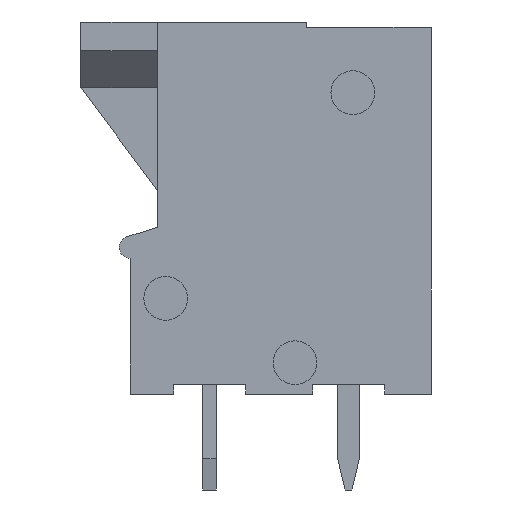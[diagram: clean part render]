
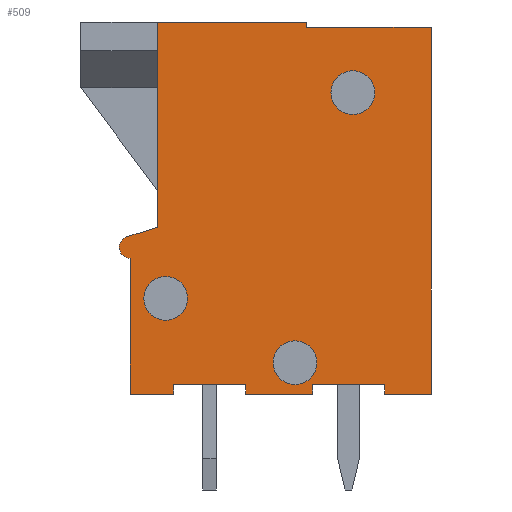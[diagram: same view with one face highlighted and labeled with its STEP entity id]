
A CAD part, left-side view. The second image highlights one B-rep face of the part: STEP entity #509.
In plain terms, the highlighted planar face has unit normal (-1, 0, 0).
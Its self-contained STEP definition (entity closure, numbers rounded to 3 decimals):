
#509 = ADVANCED_FACE( '', ( #1121, #1122, #1123, #1124 ), #1125, .F. );
#1121 = FACE_BOUND( '', #1919, .T. );
#1122 = FACE_OUTER_BOUND( '', #1920, .T. );
#1123 = FACE_BOUND( '', #1921, .T. );
#1124 = FACE_BOUND( '', #1922, .T. );
#1125 = PLANE( '', #1923 );
#1919 = EDGE_LOOP( '', ( #2881 ) );
#1920 = EDGE_LOOP( '', ( #2882, #2883, #2884, #2885, #2886, #2887, #2888, #2889, #2890, #2891, #2892, #2893, #2894, #2895, #2896, #2897, #2898 ) );
#1921 = EDGE_LOOP( '', ( #2899 ) );
#1922 = EDGE_LOOP( '', ( #2900 ) );
#1923 = AXIS2_PLACEMENT_3D( '', #2901, #2902, #2903 );
#2881 = ORIENTED_EDGE( '', *, *, #5109, .T. );
#2882 = ORIENTED_EDGE( '', *, *, #4925, .F. );
#2883 = ORIENTED_EDGE( '', *, *, #5110, .T. );
#2884 = ORIENTED_EDGE( '', *, *, #5111, .F. );
#2885 = ORIENTED_EDGE( '', *, *, #5112, .F. );
#2886 = ORIENTED_EDGE( '', *, *, #5082, .F. );
#2887 = ORIENTED_EDGE( '', *, *, #5113, .T. );
#2888 = ORIENTED_EDGE( '', *, *, #5050, .F. );
#2889 = ORIENTED_EDGE( '', *, *, #5114, .F. );
#2890 = ORIENTED_EDGE( '', *, *, #5026, .F. );
#2891 = ORIENTED_EDGE( '', *, *, #5115, .F. );
#2892 = ORIENTED_EDGE( '', *, *, #5116, .F. );
#2893 = ORIENTED_EDGE( '', *, *, #5117, .F. );
#2894 = ORIENTED_EDGE( '', *, *, #5118, .F. );
#2895 = ORIENTED_EDGE( '', *, *, #5119, .F. );
#2896 = ORIENTED_EDGE( '', *, *, #5120, .F. );
#2897 = ORIENTED_EDGE( '', *, *, #5121, .F. );
#2898 = ORIENTED_EDGE( '', *, *, #5122, .F. );
#2899 = ORIENTED_EDGE( '', *, *, #5123, .T. );
#2900 = ORIENTED_EDGE( '', *, *, #5124, .T. );
#2901 = CARTESIAN_POINT( '', ( -1.27, 5.5, -1.332 ) );
#2902 = DIRECTION( '', ( 1., 0., 0. ) );
#2903 = DIRECTION( '', ( 0., 0., -1. ) );
#4925 = EDGE_CURVE( '', #5837, #5839, #5840, .T. );
#5026 = EDGE_CURVE( '', #6023, #6024, #6025, .T. );
#5050 = EDGE_CURVE( '', #6065, #6066, #6067, .T. );
#5082 = EDGE_CURVE( '', #6122, #6124, #6125, .T. );
#5109 = EDGE_CURVE( '', #6172, #6172, #6173, .T. );
#5110 = EDGE_CURVE( '', #5837, #6174, #6175, .T. );
#5111 = EDGE_CURVE( '', #6176, #6174, #6177, .T. );
#5112 = EDGE_CURVE( '', #6124, #6176, #6178, .T. );
#5113 = EDGE_CURVE( '', #6122, #6066, #6179, .T. );
#5114 = EDGE_CURVE( '', #6024, #6065, #6180, .T. );
#5115 = EDGE_CURVE( '', #6181, #6023, #6182, .T. );
#5116 = EDGE_CURVE( '', #6183, #6181, #6184, .T. );
#5117 = EDGE_CURVE( '', #6185, #6183, #6186, .T. );
#5118 = EDGE_CURVE( '', #6187, #6185, #6188, .T. );
#5119 = EDGE_CURVE( '', #6189, #6187, #6190, .T. );
#5120 = EDGE_CURVE( '', #6191, #6189, #6192, .T. );
#5121 = EDGE_CURVE( '', #6193, #6191, #6194, .T. );
#5122 = EDGE_CURVE( '', #5839, #6193, #6195, .T. );
#5123 = EDGE_CURVE( '', #6196, #6196, #6197, .T. );
#5124 = EDGE_CURVE( '', #6198, #6198, #6199, .T. );
#5837 = VERTEX_POINT( '', #7197 );
#5839 = VERTEX_POINT( '', #7200 );
#5840 = LINE( '', #7201, #7202 );
#6023 = VERTEX_POINT( '', #7461 );
#6024 = VERTEX_POINT( '', #7462 );
#6025 = LINE( '', #7463, #7464 );
#6065 = VERTEX_POINT( '', #7522 );
#6066 = VERTEX_POINT( '', #7523 );
#6067 = LINE( '', #7524, #7525 );
#6122 = VERTEX_POINT( '', #7602 );
#6124 = VERTEX_POINT( '', #7605 );
#6125 = LINE( '', #7606, #7607 );
#6172 = VERTEX_POINT( '', #7676 );
#6173 = CIRCLE( '', #7677, 0.8 );
#6174 = VERTEX_POINT( '', #7678 );
#6175 = LINE( '', #7679, #7680 );
#6176 = VERTEX_POINT( '', #7681 );
#6177 = LINE( '', #7682, #7683 );
#6178 = LINE( '', #7684, #7685 );
#6179 = LINE( '', #7686, #7687 );
#6180 = LINE( '', #7688, #7689 );
#6181 = VERTEX_POINT( '', #7690 );
#6182 = LINE( '', #7691, #7692 );
#6183 = VERTEX_POINT( '', #7693 );
#6184 = LINE( '', #7694, #7695 );
#6185 = VERTEX_POINT( '', #7696 );
#6186 = LINE( '', #7697, #7698 );
#6187 = VERTEX_POINT( '', #7699 );
#6188 = LINE( '', #7700, #7701 );
#6189 = VERTEX_POINT( '', #7702 );
#6190 = CIRCLE( '', #7703, 0.4 );
#6191 = VERTEX_POINT( '', #7704 );
#6192 = LINE( '', #7705, #7706 );
#6193 = VERTEX_POINT( '', #7707 );
#6194 = LINE( '', #7708, #7709 );
#6195 = LINE( '', #7710, #7711 );
#6196 = VERTEX_POINT( '', #7712 );
#6197 = CIRCLE( '', #7713, 0.8 );
#6198 = VERTEX_POINT( '', #7714 );
#6199 = CIRCLE( '', #7715, 0.8 );
#7197 = CARTESIAN_POINT( '', ( -1.27, 1.275, -6.35 ) );
#7200 = CARTESIAN_POINT( '', ( -1.27, 3.925, -6.35 ) );
#7201 = CARTESIAN_POINT( '', ( -1.27, 1.275, -6.35 ) );
#7202 = VECTOR( '', #9159, 1000. );
#7461 = CARTESIAN_POINT( '', ( -1.27, -0.95, 6.7 ) );
#7462 = CARTESIAN_POINT( '', ( -1.27, -5.5, 6.7 ) );
#7463 = CARTESIAN_POINT( '', ( -1.27, -5.5, 6.7 ) );
#7464 = VECTOR( '', #9266, 1000. );
#7522 = CARTESIAN_POINT( '', ( -1.27, -5.5, -6.7 ) );
#7523 = CARTESIAN_POINT( '', ( -1.27, -3.805, -6.7 ) );
#7524 = CARTESIAN_POINT( '', ( -1.27, -5.5, -6.7 ) );
#7525 = VECTOR( '', #9285, 1000. );
#7602 = CARTESIAN_POINT( '', ( -1.27, -3.805, -6.35 ) );
#7605 = CARTESIAN_POINT( '', ( -1.27, -1.155, -6.35 ) );
#7606 = CARTESIAN_POINT( '', ( -1.27, -3.805, -6.35 ) );
#7607 = VECTOR( '', #9315, 1000. );
#7676 = CARTESIAN_POINT( '', ( -1.27, 3.4, -3.2 ) );
#7677 = AXIS2_PLACEMENT_3D( '', #9338, #9339, #9340 );
#7678 = CARTESIAN_POINT( '', ( -1.27, 1.275, -6.7 ) );
#7679 = CARTESIAN_POINT( '', ( -1.27, 1.275, -6.35 ) );
#7680 = VECTOR( '', #9341, 1000. );
#7681 = CARTESIAN_POINT( '', ( -1.27, -1.155, -6.7 ) );
#7682 = CARTESIAN_POINT( '', ( -1.27, -5.5, -6.7 ) );
#7683 = VECTOR( '', #9342, 1000. );
#7684 = CARTESIAN_POINT( '', ( -1.27, -1.155, -6.35 ) );
#7685 = VECTOR( '', #9343, 1000. );
#7686 = CARTESIAN_POINT( '', ( -1.27, -3.805, -6.35 ) );
#7687 = VECTOR( '', #9344, 1000. );
#7688 = CARTESIAN_POINT( '', ( -1.27, -5.5, 6.7 ) );
#7689 = VECTOR( '', #9345, 1000. );
#7690 = CARTESIAN_POINT( '', ( -1.27, -0.95, 6.9 ) );
#7691 = CARTESIAN_POINT( '', ( -1.27, -0.95, 6.7 ) );
#7692 = VECTOR( '', #9346, 1000. );
#7693 = CARTESIAN_POINT( '', ( -1.27, 4.5, 6.9 ) );
#7694 = CARTESIAN_POINT( '', ( -1.27, 4.5, 6.9 ) );
#7695 = VECTOR( '', #9347, 1000. );
#7696 = CARTESIAN_POINT( '', ( -1.27, 4.5, -0.6 ) );
#7697 = CARTESIAN_POINT( '', ( -1.27, 4.5, -0.6 ) );
#7698 = VECTOR( '', #9348, 1000. );
#7699 = CARTESIAN_POINT( '', ( -1.27, 5.619, -0.95 ) );
#7700 = CARTESIAN_POINT( '', ( -1.27, 5.619, -0.95 ) );
#7701 = VECTOR( '', #9349, 1000. );
#7702 = CARTESIAN_POINT( '', ( -1.27, 5.5, -1.732 ) );
#7703 = AXIS2_PLACEMENT_3D( '', #9350, #9351, #9352 );
#7704 = CARTESIAN_POINT( '', ( -1.27, 5.5, -6.7 ) );
#7705 = CARTESIAN_POINT( '', ( -1.27, 5.5, -6.7 ) );
#7706 = VECTOR( '', #9353, 1000. );
#7707 = CARTESIAN_POINT( '', ( -1.27, 3.925, -6.7 ) );
#7708 = CARTESIAN_POINT( '', ( -1.27, -5.5, -6.7 ) );
#7709 = VECTOR( '', #9354, 1000. );
#7710 = CARTESIAN_POINT( '', ( -1.27, 3.925, -6.35 ) );
#7711 = VECTOR( '', #9355, 1000. );
#7712 = CARTESIAN_POINT( '', ( -1.27, -3.44, 4.32 ) );
#7713 = AXIS2_PLACEMENT_3D( '', #9356, #9357, #9358 );
#7714 = CARTESIAN_POINT( '', ( -1.27, -1.325, -5.55 ) );
#7715 = AXIS2_PLACEMENT_3D( '', #9359, #9360, #9361 );
#9159 = DIRECTION( '', ( 0., 1., 0. ) );
#9266 = DIRECTION( '', ( 0., -1., 0. ) );
#9285 = DIRECTION( '', ( 0., 1., 0. ) );
#9315 = DIRECTION( '', ( 0., 1., 0. ) );
#9338 = CARTESIAN_POINT( '', ( -1.27, 4.2, -3.2 ) );
#9339 = DIRECTION( '', ( 1., 0., 0. ) );
#9340 = DIRECTION( '', ( 0., -1., 0. ) );
#9341 = DIRECTION( '', ( 0., 0., -1. ) );
#9342 = DIRECTION( '', ( 0., 1., 0. ) );
#9343 = DIRECTION( '', ( 0., 0., -1. ) );
#9344 = DIRECTION( '', ( 0., 0., -1. ) );
#9345 = DIRECTION( '', ( 0., 0., -1. ) );
#9346 = DIRECTION( '', ( 0., 0., -1. ) );
#9347 = DIRECTION( '', ( 0., -1., 0. ) );
#9348 = DIRECTION( '', ( 0., 0., 1. ) );
#9349 = DIRECTION( '', ( 0., -0.954, 0.298 ) );
#9350 = CARTESIAN_POINT( '', ( -1.27, 5.5, -1.332 ) );
#9351 = DIRECTION( '', ( 1., 0., 0. ) );
#9352 = DIRECTION( '', ( 0., -1., 0. ) );
#9353 = DIRECTION( '', ( 0., 0., 1. ) );
#9354 = DIRECTION( '', ( 0., 1., 0. ) );
#9355 = DIRECTION( '', ( 0., 0., -1. ) );
#9356 = CARTESIAN_POINT( '', ( -1.27, -2.64, 4.32 ) );
#9357 = DIRECTION( '', ( 1., 0., 0. ) );
#9358 = DIRECTION( '', ( 0., -1., 0. ) );
#9359 = CARTESIAN_POINT( '', ( -1.27, -0.525, -5.55 ) );
#9360 = DIRECTION( '', ( 1., 0., 0. ) );
#9361 = DIRECTION( '', ( 0., -1., 0. ) );
